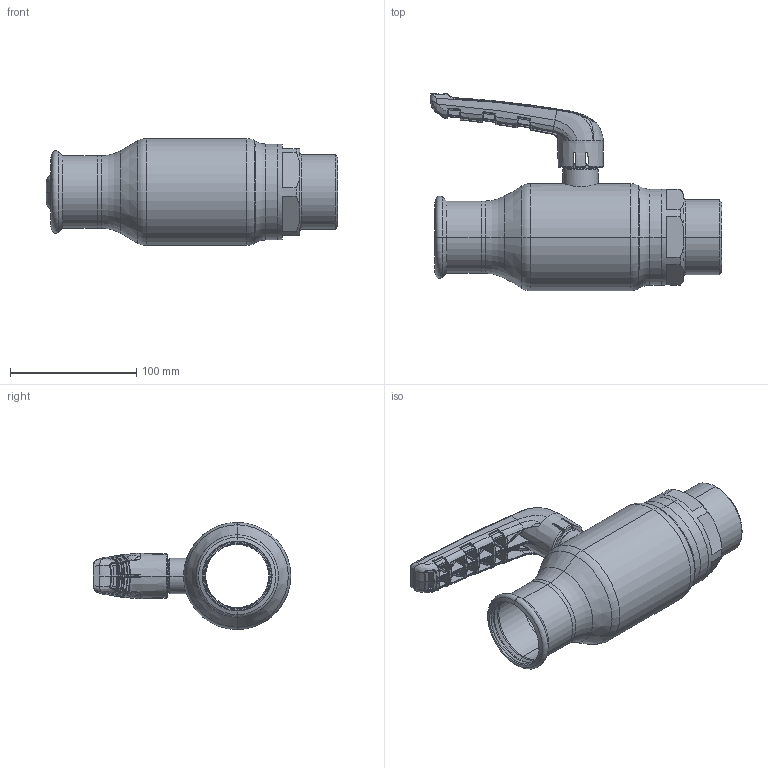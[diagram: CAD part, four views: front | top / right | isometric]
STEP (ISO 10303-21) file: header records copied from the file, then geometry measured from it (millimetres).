
FILE_DESCRIPTION (( 'STEP AP214' ), '1' );
FILE_NAME ('2050001200-xxxx.step', '2019-05-09T11:08:39', ( '' ), ( '' ), 'SwSTEP 2.0', 'SolidWorks 2017', '' );
FILE_SCHEMA (( 'AUTOMOTIVE_DESIGN' ));
Length unit declared in the file: millimetre
Products named in the file (1): 2050001200-xxxx
Bounding box: 231.35 x 156.71 x 85 mm (x, y, z)
Surface area: 99212 mm2 (no closed solid volume)
Topology: 0 solids, 8 shells, 805 faces, 2664 edges, 1717 vertices
Faces by surface type: bspline 650, plane 58, cone 32, cylinder 32, torus 23, sphere 10
Entity records: 60148 total; most frequent: CARTESIAN_POINT 34519, ORIENTED_EDGE 4218, EDGE_CURVE 2646, B_SPLINE_CURVE_WITH_KNOTS 1825, DIRECTION 1757, VERTEX_POINT 1715, EDGE_LOOP 814, UNCERTAINTY_MEASURE_WITH_UNIT 807
